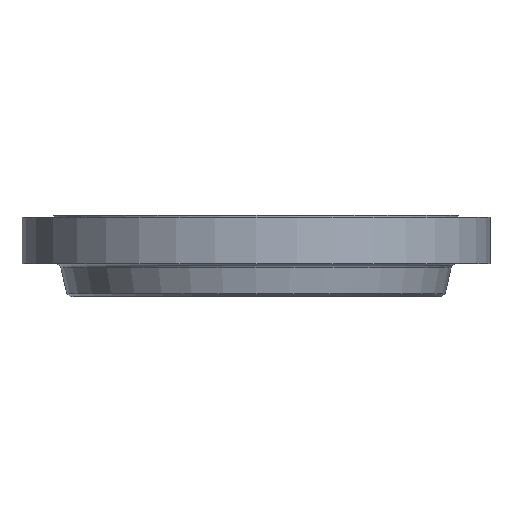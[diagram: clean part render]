
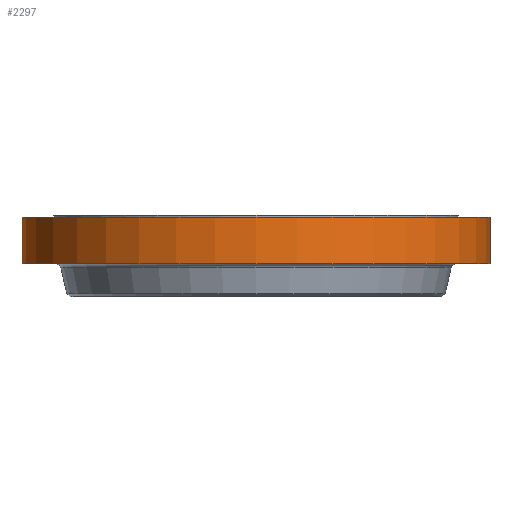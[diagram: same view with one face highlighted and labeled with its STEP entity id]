
A CAD part, front view. The second image highlights one B-rep face of the part: STEP entity #2297.
In plain terms, the highlighted cylindrical face has radius 850.9 mm (diameter 1701.8 mm), a partial arc.
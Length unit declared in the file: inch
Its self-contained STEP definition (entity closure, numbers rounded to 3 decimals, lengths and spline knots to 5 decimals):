
#58 = AXIS2_PLACEMENT_3D ( 'NONE', #1558, #586, #2354 ) ;
#228 = CIRCLE ( 'NONE', #58, 33.5 ) ;
#302 = CARTESIAN_POINT ( 'NONE',  ( -33.5, 0., -0.25 ) ) ;
#333 = EDGE_CURVE ( 'NONE', #1129, #1543, #768, .T. ) ;
#343 = DIRECTION ( 'NONE',  ( 0., 0., 1. ) ) ;
#495 = LINE ( 'NONE', #1092, #2097 ) ;
#506 = ORIENTED_EDGE ( 'NONE', *, *, #1572, .T. ) ;
#586 = DIRECTION ( 'NONE',  ( 0., 0., 1. ) ) ;
#642 = EDGE_CURVE ( 'NONE', #1129, #1329, #495, .T. ) ;
#768 = CIRCLE ( 'NONE', #1593, 33.5 ) ;
#794 = CARTESIAN_POINT ( 'NONE',  ( 33.5, 0., -6.9375 ) ) ;
#859 = FACE_OUTER_BOUND ( 'NONE', #1746, .T. ) ;
#957 = EDGE_CURVE ( 'NONE', #1329, #1133, #228, .T. ) ;
#1074 = VECTOR ( 'NONE', #2176, 39.37008 ) ;
#1092 = CARTESIAN_POINT ( 'NONE',  ( -33.5, 0., 0. ) ) ;
#1129 = VERTEX_POINT ( 'NONE', #1930 ) ;
#1133 = VERTEX_POINT ( 'NONE', #1285 ) ;
#1275 = DIRECTION ( 'NONE',  ( 0., 0., 1. ) ) ;
#1285 = CARTESIAN_POINT ( 'NONE',  ( 33.5, 0., -0.25 ) ) ;
#1329 = VERTEX_POINT ( 'NONE', #302 ) ;
#1368 = LINE ( 'NONE', #1390, #1074 ) ;
#1390 = CARTESIAN_POINT ( 'NONE',  ( 33.5, 0., 0. ) ) ;
#1455 = ORIENTED_EDGE ( 'NONE', *, *, #333, .T. ) ;
#1463 = DIRECTION ( 'NONE',  ( 1., 0., 0. ) ) ;
#1543 = VERTEX_POINT ( 'NONE', #794 ) ;
#1558 = CARTESIAN_POINT ( 'NONE',  ( 0., 0., -0.25 ) ) ;
#1572 = EDGE_CURVE ( 'NONE', #1543, #1133, #1368, .T. ) ;
#1593 = AXIS2_PLACEMENT_3D ( 'NONE', #2526, #343, #1906 ) ;
#1746 = EDGE_LOOP ( 'NONE', ( #1916, #1455, #506, #2306 ) ) ;
#1804 = CARTESIAN_POINT ( 'NONE',  ( 0., 0., 0. ) ) ;
#1815 = CYLINDRICAL_SURFACE ( 'NONE', #1851, 33.5 ) ;
#1841 = DIRECTION ( 'NONE',  ( 0., 0., 1. ) ) ;
#1851 = AXIS2_PLACEMENT_3D ( 'NONE', #1804, #1841, #1463 ) ;
#1906 = DIRECTION ( 'NONE',  ( 1., 0., 0. ) ) ;
#1916 = ORIENTED_EDGE ( 'NONE', *, *, #642, .F. ) ;
#1930 = CARTESIAN_POINT ( 'NONE',  ( -33.5, 0., -6.9375 ) ) ;
#2097 = VECTOR ( 'NONE', #1275, 39.37008 ) ;
#2176 = DIRECTION ( 'NONE',  ( 0., 0., 1. ) ) ;
#2297 = ADVANCED_FACE ( 'NONE', ( #859 ), #1815, .T. ) ;
#2306 = ORIENTED_EDGE ( 'NONE', *, *, #957, .F. ) ;
#2354 = DIRECTION ( 'NONE',  ( 1., 0., 0. ) ) ;
#2526 = CARTESIAN_POINT ( 'NONE',  ( 0., 0., -6.9375 ) ) ;
